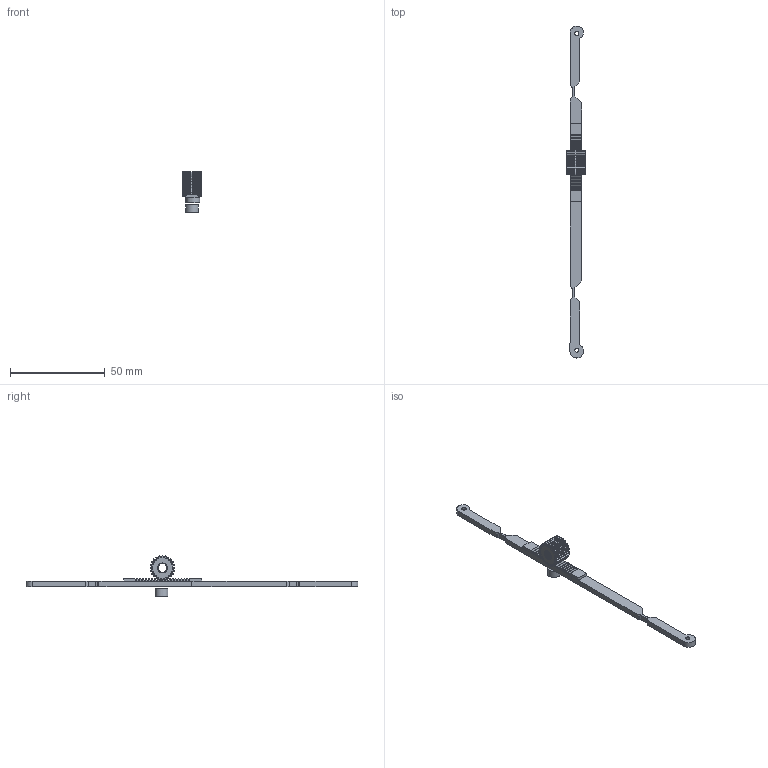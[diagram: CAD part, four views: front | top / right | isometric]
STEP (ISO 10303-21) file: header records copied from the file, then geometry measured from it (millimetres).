
FILE_DESCRIPTION(('FreeCAD Model'),'2;1');
FILE_NAME('direction.step', '2020-12-09T15:25:55',('Author'),(''), 'Open CASCADE STEP processor 7.3','FreeCAD','Unknown');
FILE_SCHEMA(('AUTOMOTIVE_DESIGN { 1 0 10303 214 1 1 1 1 }'));
Length unit declared in the file: millimetre
Products named in the file (4): Direction; cremalliere; pignon002; poussoir
Assembly tree (3 placements, depth 2):
  Direction
    cremalliere
    pignon002
    poussoir
Bounding box: 10 x 175.09 x 21.5 mm (x, y, z)
Volume: 4081.6 mm3; surface area: 4605.5 mm2
Topology: 3 solids, 3 shells, 459 faces, 1353 edges, 900 vertices
Faces by surface type: plane 190, extrusion 134, cylinder 133, cone 2
Full cylindrical faces by diameter (mm): 2.2 x2, 6.787 x1
Entity records: 33841 total; most frequent: CARTESIAN_POINT 7932, DIRECTION 4373, VECTOR 3009, LINE 2875, ORIENTED_EDGE 2706, PCURVE 2706, DEFINITIONAL_REPRESENTATION 2706, EDGE_CURVE 1353
